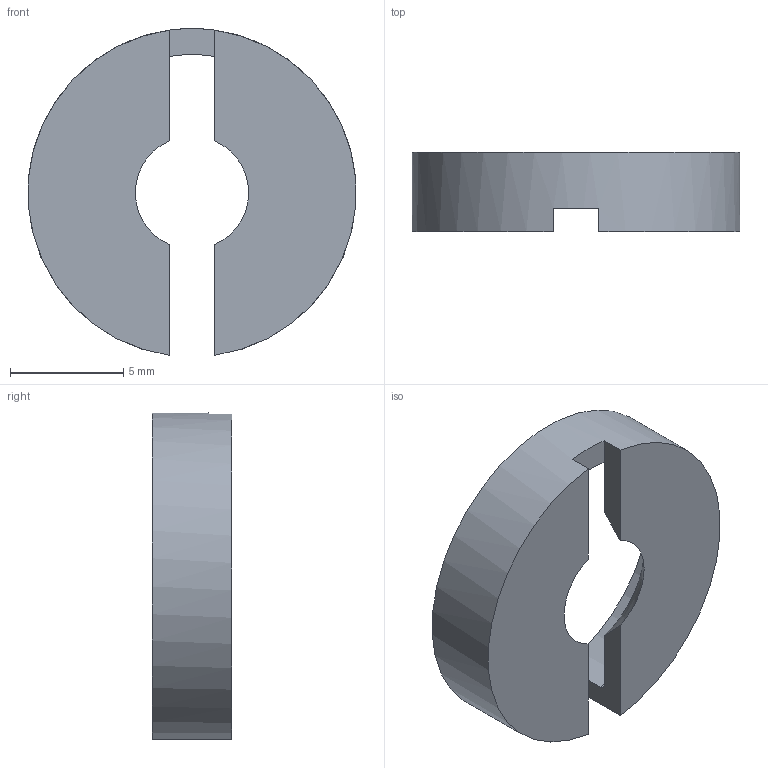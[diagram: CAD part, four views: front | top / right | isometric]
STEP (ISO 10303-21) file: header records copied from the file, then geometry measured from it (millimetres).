
FILE_DESCRIPTION(/* description */ (''),/* implementation_level */ '2;1');
FILE_NAME(/* name */ 'sensor-peice.step',/* time_stamp */ '2017-11-29T10:33:55-08:00',/* author */ (''),/* organization */ (''),/* preprocessor_version */ 'ST-DEVELOPER v16.13',/* originating_system */ 'Autodesk Translation Framework v6.5.0.72',/* authorisation */ '');
FILE_SCHEMA (('AUTOMOTIVE_DESIGN { 1 0 10303 214 3 1 1 }'));
Length unit declared in the file: millimetre
Products named in the file (2): headset_amir; Component1
Assembly tree (1 placements, depth 2):
  headset_amir
    Component1
Bounding box: 14.47 x 3.5 x 14.42 mm (x, y, z)
Volume: 425.9 mm3; surface area: 1061 mm2
Topology: 2 solids, 2 shells, 54 faces, 134 edges, 88 vertices
Faces by surface type: plane 32, cylinder 16, cone 4, torus 2
Entity records: 1845 total; most frequent: CARTESIAN_POINT 507, DIRECTION 270, ORIENTED_EDGE 268, EDGE_CURVE 134, AXIS2_PLACEMENT_3D 103, VERTEX_POINT 88, LINE 64, VECTOR 64
